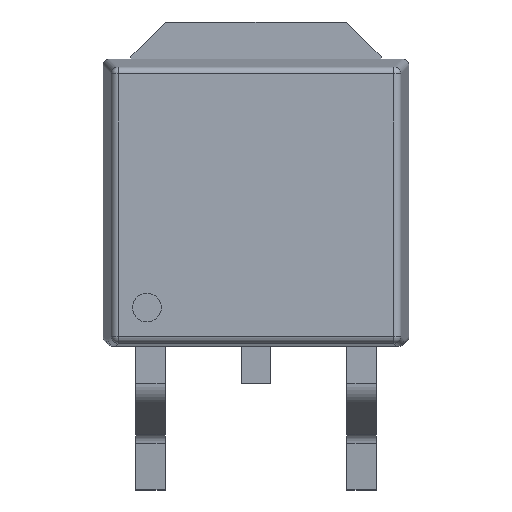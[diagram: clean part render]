
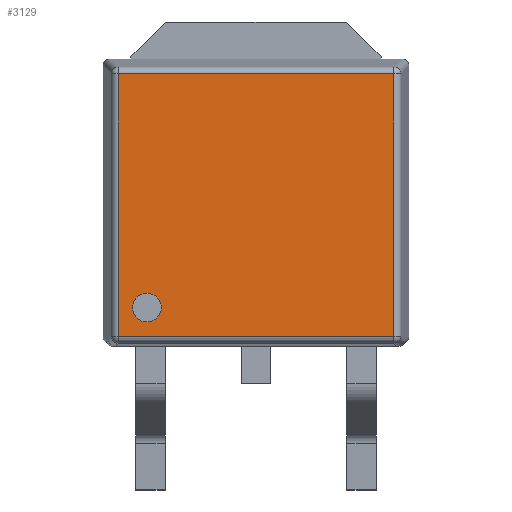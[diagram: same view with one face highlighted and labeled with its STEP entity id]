
A CAD part, top view. The second image highlights one B-rep face of the part: STEP entity #3129.
In plain terms, the highlighted planar face has unit normal (0, 0, 1).
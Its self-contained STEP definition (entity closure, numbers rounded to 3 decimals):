
#38 = VERTEX_POINT ( 'NONE', #2385 ) ;
#144 = DIRECTION ( 'NONE',  ( 0., -1., 0. ) ) ;
#176 = EDGE_CURVE ( 'NONE', #297, #38, #3315, .T. ) ;
#183 = DIRECTION ( 'NONE',  ( 0., 0., 1. ) ) ;
#201 = CARTESIAN_POINT ( 'NONE',  ( 0., 0., 1.2 ) ) ;
#249 = EDGE_CURVE ( 'NONE', #1251, #1299, #1257, .T. ) ;
#297 = VERTEX_POINT ( 'NONE', #2241 ) ;
#299 = DIRECTION ( 'NONE',  ( 1., 0., 0. ) ) ;
#399 = CARTESIAN_POINT ( 'NONE',  ( -2.356, -2.266, 1.2 ) ) ;
#415 = DIRECTION ( 'NONE',  ( -1., 0., 0. ) ) ;
#418 = DIRECTION ( 'NONE',  ( 1., 0., 0. ) ) ;
#467 = DIRECTION ( 'NONE',  ( 0., 0., 1. ) ) ;
#473 = ORIENTED_EDGE ( 'NONE', *, *, #2711, .T. ) ;
#527 = ORIENTED_EDGE ( 'NONE', *, *, #176, .T. ) ;
#538 = AXIS2_PLACEMENT_3D ( 'NONE', #399, #183, #973 ) ;
#597 = EDGE_LOOP ( 'NONE', ( #1426, #1654 ) ) ;
#719 = VECTOR ( 'NONE', #1078, 1000. ) ;
#973 = DIRECTION ( 'NONE',  ( 1., 0., 0. ) ) ;
#976 = CARTESIAN_POINT ( 'NONE',  ( 2.976, -2.886, 1.2 ) ) ;
#1012 = LINE ( 'NONE', #3211, #719 ) ;
#1067 = AXIS2_PLACEMENT_3D ( 'NONE', #2525, #467, #418 ) ;
#1076 = EDGE_CURVE ( 'NONE', #1106, #2357, #2250, .T. ) ;
#1078 = DIRECTION ( 'NONE',  ( 1., 0., 0. ) ) ;
#1106 = VERTEX_POINT ( 'NONE', #976 ) ;
#1197 = LINE ( 'NONE', #2272, #1768 ) ;
#1251 = VERTEX_POINT ( 'NONE', #1842 ) ;
#1257 = CIRCLE ( 'NONE', #538, 0.31 ) ;
#1299 = VERTEX_POINT ( 'NONE', #1649 ) ;
#1426 = ORIENTED_EDGE ( 'NONE', *, *, #249, .F. ) ;
#1505 = PLANE ( 'NONE',  #3198 ) ;
#1530 = EDGE_CURVE ( 'NONE', #2357, #297, #1197, .T. ) ;
#1649 = CARTESIAN_POINT ( 'NONE',  ( -2.666, -2.266, 1.2 ) ) ;
#1654 = ORIENTED_EDGE ( 'NONE', *, *, #2647, .F. ) ;
#1753 = FACE_BOUND ( 'NONE', #597, .T. ) ;
#1768 = VECTOR ( 'NONE', #415, 1000. ) ;
#1842 = CARTESIAN_POINT ( 'NONE',  ( -2.046, -2.266, 1.2 ) ) ;
#2033 = CARTESIAN_POINT ( 'NONE',  ( 2.976, 2.911, 1.2 ) ) ;
#2189 = CARTESIAN_POINT ( 'NONE',  ( -2.976, -3.021, 1.2 ) ) ;
#2232 = CIRCLE ( 'NONE', #1067, 0.31 ) ;
#2241 = CARTESIAN_POINT ( 'NONE',  ( -2.976, 2.776, 1.2 ) ) ;
#2250 = LINE ( 'NONE', #2033, #2668 ) ;
#2272 = CARTESIAN_POINT ( 'NONE',  ( -3.111, 2.776, 1.2 ) ) ;
#2289 = ORIENTED_EDGE ( 'NONE', *, *, #1530, .T. ) ;
#2290 = DIRECTION ( 'NONE',  ( 0., 1., 0. ) ) ;
#2357 = VERTEX_POINT ( 'NONE', #2527 ) ;
#2385 = CARTESIAN_POINT ( 'NONE',  ( -2.976, -2.886, 1.2 ) ) ;
#2483 = EDGE_LOOP ( 'NONE', ( #527, #473, #2653, #2289 ) ) ;
#2525 = CARTESIAN_POINT ( 'NONE',  ( -2.356, -2.266, 1.2 ) ) ;
#2527 = CARTESIAN_POINT ( 'NONE',  ( 2.976, 2.776, 1.2 ) ) ;
#2574 = FACE_OUTER_BOUND ( 'NONE', #2483, .T. ) ;
#2589 = DIRECTION ( 'NONE',  ( 0., 0., 1. ) ) ;
#2647 = EDGE_CURVE ( 'NONE', #1299, #1251, #2232, .T. ) ;
#2653 = ORIENTED_EDGE ( 'NONE', *, *, #1076, .T. ) ;
#2660 = VECTOR ( 'NONE', #144, 1000. ) ;
#2668 = VECTOR ( 'NONE', #2290, 1000. ) ;
#2711 = EDGE_CURVE ( 'NONE', #38, #1106, #1012, .T. ) ;
#3129 = ADVANCED_FACE ( 'NONE', ( #1753, #2574 ), #1505, .T. ) ;
#3198 = AXIS2_PLACEMENT_3D ( 'NONE', #201, #2589, #299 ) ;
#3211 = CARTESIAN_POINT ( 'NONE',  ( 3.111, -2.886, 1.2 ) ) ;
#3315 = LINE ( 'NONE', #2189, #2660 ) ;
